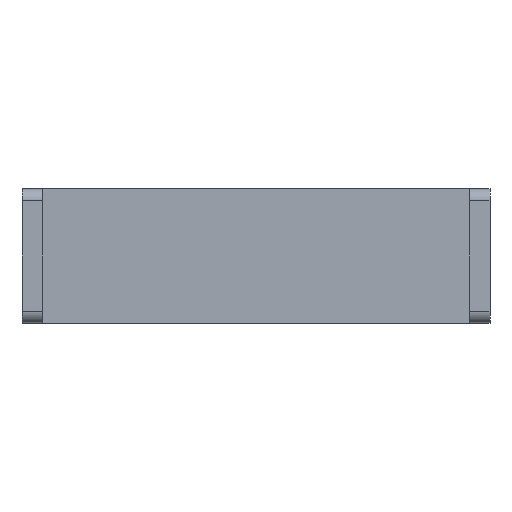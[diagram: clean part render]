
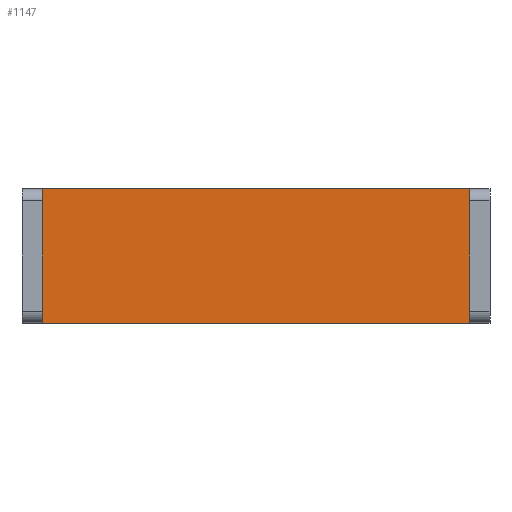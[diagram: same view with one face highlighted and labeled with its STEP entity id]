
A CAD part, front view. The second image highlights one B-rep face of the part: STEP entity #1147.
In plain terms, the highlighted planar face has unit normal (0, -1, 0).
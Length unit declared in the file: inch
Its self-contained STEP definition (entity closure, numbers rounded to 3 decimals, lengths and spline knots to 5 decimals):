
#1147 = ADVANCED_FACE ( 'NONE', ( #4433 ), #38960, .F. ) ;
#2635 = LINE ( 'NONE', #27421, #12141 ) ;
#2706 = VECTOR ( 'NONE', #22579, 39.37008 ) ;
#3203 = CARTESIAN_POINT ( 'NONE',  ( 2.08661, -0.23423, 0.65551 ) ) ;
#4433 = FACE_OUTER_BOUND ( 'NONE', #38245, .T. ) ;
#5508 = EDGE_CURVE ( 'NONE', #30823, #18637, #32381, .T. ) ;
#7058 = CARTESIAN_POINT ( 'NONE',  ( 2.08661, -0.23423, 0. ) ) ;
#7614 = CARTESIAN_POINT ( 'NONE',  ( -2.28346, -0.23423, 0.65551 ) ) ;
#7732 = ORIENTED_EDGE ( 'NONE', *, *, #15901, .F. ) ;
#8112 = DIRECTION ( 'NONE',  ( 1., 0., 0. ) ) ;
#10583 = DIRECTION ( 'NONE',  ( 1., 0., 0. ) ) ;
#11554 = CARTESIAN_POINT ( 'NONE',  ( -2.08661, -0.23423, 0.65551 ) ) ;
#11682 = EDGE_CURVE ( 'NONE', #31234, #32767, #38182, .T. ) ;
#11848 = ORIENTED_EDGE ( 'NONE', *, *, #40136, .T. ) ;
#12141 = VECTOR ( 'NONE', #13339, 39.37008 ) ;
#13339 = DIRECTION ( 'NONE',  ( 1., 0., 0. ) ) ;
#15901 = EDGE_CURVE ( 'NONE', #18637, #31234, #22421, .T. ) ;
#17133 = CARTESIAN_POINT ( 'NONE',  ( -2.08661, -0.23423, -0.65551 ) ) ;
#17588 = ORIENTED_EDGE ( 'NONE', *, *, #11682, .F. ) ;
#17614 = DIRECTION ( 'NONE',  ( 0., 1., 0. ) ) ;
#18135 = VECTOR ( 'NONE', #44770, 39.37008 ) ;
#18637 = VERTEX_POINT ( 'NONE', #11554 ) ;
#22421 = LINE ( 'NONE', #28801, #28573 ) ;
#22579 = DIRECTION ( 'NONE',  ( 0., 0., 1. ) ) ;
#23588 = AXIS2_PLACEMENT_3D ( 'NONE', #7614, #17614, #10583 ) ;
#27421 = CARTESIAN_POINT ( 'NONE',  ( -2.28346, -0.23423, -0.65551 ) ) ;
#28573 = VECTOR ( 'NONE', #8112, 39.37008 ) ;
#28801 = CARTESIAN_POINT ( 'NONE',  ( -2.28346, -0.23423, 0.65551 ) ) ;
#30823 = VERTEX_POINT ( 'NONE', #17133 ) ;
#31234 = VERTEX_POINT ( 'NONE', #3203 ) ;
#31365 = ORIENTED_EDGE ( 'NONE', *, *, #5508, .F. ) ;
#32381 = LINE ( 'NONE', #43017, #2706 ) ;
#32767 = VERTEX_POINT ( 'NONE', #39034 ) ;
#38182 = LINE ( 'NONE', #7058, #18135 ) ;
#38245 = EDGE_LOOP ( 'NONE', ( #31365, #11848, #17588, #7732 ) ) ;
#38960 = PLANE ( 'NONE',  #23588 ) ;
#39034 = CARTESIAN_POINT ( 'NONE',  ( 2.08661, -0.23423, -0.65551 ) ) ;
#40136 = EDGE_CURVE ( 'NONE', #30823, #32767, #2635, .T. ) ;
#43017 = CARTESIAN_POINT ( 'NONE',  ( -2.08661, -0.23423, 0. ) ) ;
#44770 = DIRECTION ( 'NONE',  ( 0., 0., -1. ) ) ;
